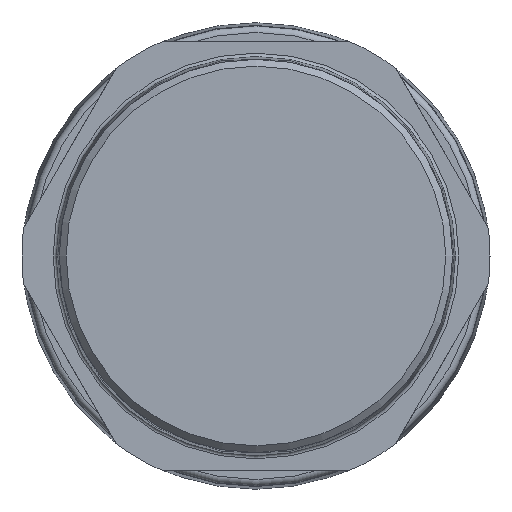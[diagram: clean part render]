
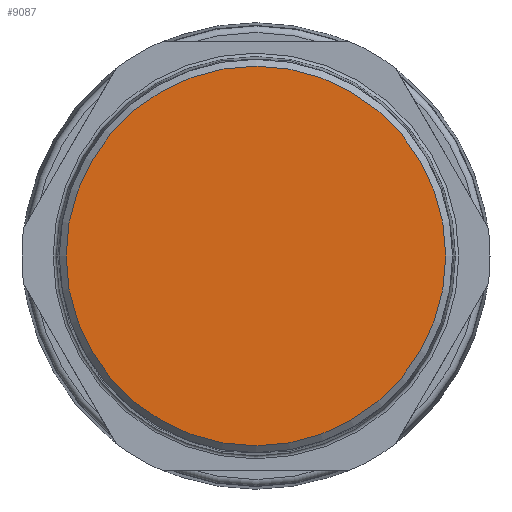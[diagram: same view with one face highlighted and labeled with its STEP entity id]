
A CAD part, left-side view. The second image highlights one B-rep face of the part: STEP entity #9087.
In plain terms, the highlighted planar face has unit normal (-1, 0, 0).
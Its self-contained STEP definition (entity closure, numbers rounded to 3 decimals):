
#1393=PLANE('',#10196);
#1852=FACE_OUTER_BOUND('',#2333,.T.);
#2333=EDGE_LOOP('',(#7894));
#2967=CIRCLE('',#10197,28.704);
#3875=VERTEX_POINT('',#19378);
#5224=EDGE_CURVE('',#3875,#3875,#2967,.T.);
#7894=ORIENTED_EDGE('',*,*,#5224,.F.);
#9087=ADVANCED_FACE('',(#1852),#1393,.T.);
#10196=AXIS2_PLACEMENT_3D('',#19377,#12662,#12663);
#10197=AXIS2_PLACEMENT_3D('',#19379,#12664,#12665);
#12662=DIRECTION('center_axis',(-1.,0.,0.));
#12663=DIRECTION('ref_axis',(0.,0.,
-1.));
#12664=DIRECTION('center_axis',(1.,0.,0.));
#12665=DIRECTION('ref_axis',(0.,1.,0.));
#19377=CARTESIAN_POINT('Origin',(-32.715,-29.704,0.));
#19378=CARTESIAN_POINT('',(-32.715,-28.704,0.));
#19379=CARTESIAN_POINT('Origin',(-32.715,0.,0.));
